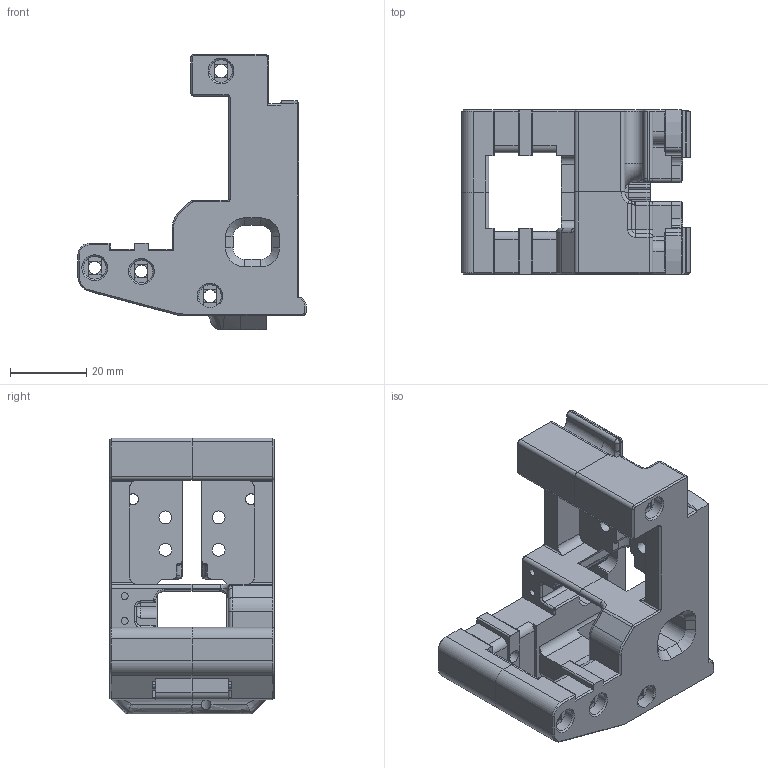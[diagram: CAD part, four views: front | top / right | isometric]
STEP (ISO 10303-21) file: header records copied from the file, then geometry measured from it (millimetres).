
FILE_DESCRIPTION(/* description */ (''),/* implementation_level */ '2;1');
FILE_NAME(/* name */ 'SW_X_Carriage_CW2_KlickyNG v1.step',/* time_stamp */ '2022-08-12T23:57:37+01:00',/* author */ (''),/* organization */ (''),/* preprocessor_version */ 'ST-DEVELOPER v19',/* originating_system */ 'Autodesk Translation Framework v11.7.0.108',/* authorisation */ '');
FILE_SCHEMA (('AUTOMOTIVE_DESIGN { 1 0 10303 214 3 1 1 }'));
Length unit declared in the file: millimetre
Products named in the file (3): SW_X_Carriage_CW2_KlickyNG; SW_Carriage_Left; SW_Carriage_Right
Assembly tree (2 placements, depth 2):
  SW_X_Carriage_CW2_KlickyNG
    SW_Carriage_Left
    SW_Carriage_Right
Bounding box: 60.04 x 43.2 x 72.5 mm (x, y, z)
Volume: 52234 mm3; surface area: 22897.5 mm2
Topology: 2 solids, 2 shells, 723 faces, 1883 edges, 1161 vertices
Faces by surface type: plane 410, cylinder 186, cone 73, bspline 26, torus 17, sphere 11
Full cylindrical faces by diameter (mm): 1.601 x2, 1.8 x2, 1.9 x2, 2.6 x1, 2.9 x2, 3.3 x2, 3.4 x12, 4.7 x4, 6 x5
Entity records: 23056 total; most frequent: CARTESIAN_POINT 5073, ORIENTED_EDGE 3754, DIRECTION 3749, EDGE_CURVE 1877, AXIS2_PLACEMENT_3D 1253, LINE 1243, VECTOR 1243, VERTEX_POINT 1161
